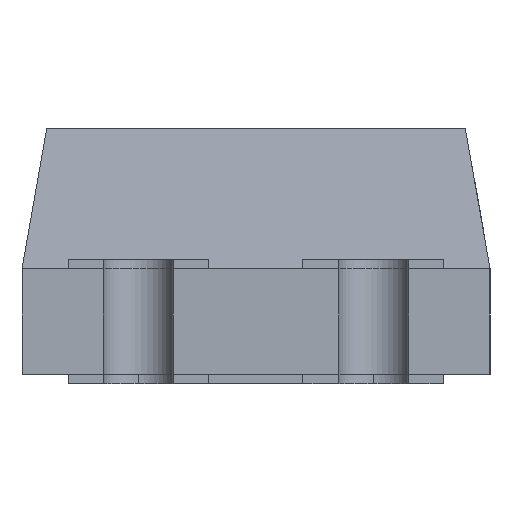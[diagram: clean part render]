
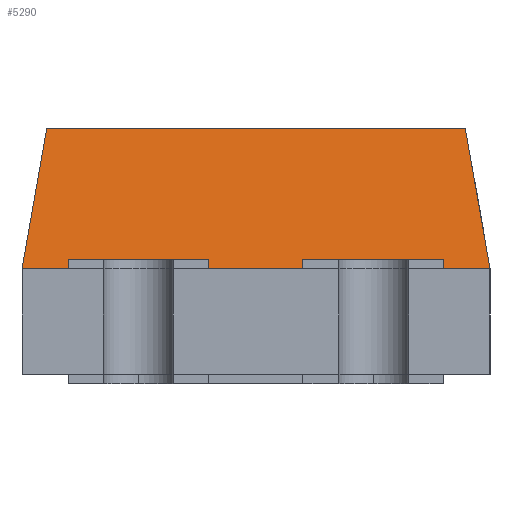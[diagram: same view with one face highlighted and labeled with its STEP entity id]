
A CAD part, left-side view. The second image highlights one B-rep face of the part: STEP entity #5290.
In plain terms, the highlighted planar face has unit normal (-0.985, 0, 0.174).
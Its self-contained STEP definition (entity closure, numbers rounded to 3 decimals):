
#431 = VERTEX_POINT ( 'NONE', #17244 ) ;
#767 = ORIENTED_EDGE ( 'NONE', *, *, #3454, .T. ) ;
#1166 = DIRECTION ( 'NONE',  ( 0.171, -0.171, 0.97 ) ) ;
#1174 = ORIENTED_EDGE ( 'NONE', *, *, #14437, .F. ) ;
#1343 = LINE ( 'NONE', #15901, #5814 ) ;
#2424 = CARTESIAN_POINT ( 'NONE',  ( -1.017, 0., 1.05 ) ) ;
#3090 = VECTOR ( 'NONE', #12581, 1000. ) ;
#3264 = CARTESIAN_POINT ( 'NONE',  ( -1.017, -0.894, 1.05 ) ) ;
#3362 = VERTEX_POINT ( 'NONE', #3264 ) ;
#3454 = EDGE_CURVE ( 'NONE', #16877, #431, #14257, .T. ) ;
#3798 = VERTEX_POINT ( 'NONE', #6675 ) ;
#4650 = LINE ( 'NONE', #14440, #14074 ) ;
#4796 = ORIENTED_EDGE ( 'NONE', *, *, #6903, .F. ) ;
#5290 = ADVANCED_FACE ( 'NONE', ( #11179 ), #10040, .T. ) ;
#5536 = AXIS2_PLACEMENT_3D ( 'NONE', #2424, #6426, #8796 ) ;
#5814 = VECTOR ( 'NONE', #1166, 1000. ) ;
#6426 = DIRECTION ( 'NONE',  ( -0.985, 0., 0.174 ) ) ;
#6675 = CARTESIAN_POINT ( 'NONE',  ( -1.017, 0.894, 1.05 ) ) ;
#6903 = EDGE_CURVE ( 'NONE', #16877, #3798, #1343, .T. ) ;
#7106 = LINE ( 'NONE', #8686, #9504 ) ;
#7598 = DIRECTION ( 'NONE',  ( 0., -1., 0. ) ) ;
#8391 = ORIENTED_EDGE ( 'NONE', *, *, #17385, .F. ) ;
#8686 = CARTESIAN_POINT ( 'NONE',  ( -0.991, -0.868, 1.198 ) ) ;
#8796 = DIRECTION ( 'NONE',  ( 0., 1., 0. ) ) ;
#9504 = VECTOR ( 'NONE', #12438, 1000. ) ;
#10040 = PLANE ( 'NONE',  #5536 ) ;
#11179 = FACE_OUTER_BOUND ( 'NONE', #15991, .T. ) ;
#12438 = DIRECTION ( 'NONE',  ( -0.171, -0.171, -0.97 ) ) ;
#12581 = DIRECTION ( 'NONE',  ( 0., -1., 0. ) ) ;
#13581 = CARTESIAN_POINT ( 'NONE',  ( -1.123, 1., 0.45 ) ) ;
#14074 = VECTOR ( 'NONE', #7598, 1000. ) ;
#14257 = LINE ( 'NONE', #16935, #3090 ) ;
#14437 = EDGE_CURVE ( 'NONE', #3798, #3362, #4650, .T. ) ;
#14440 = CARTESIAN_POINT ( 'NONE',  ( -1.017, -1., 1.05 ) ) ;
#15901 = CARTESIAN_POINT ( 'NONE',  ( -0.987, 0.864, 1.219 ) ) ;
#15991 = EDGE_LOOP ( 'NONE', ( #4796, #767, #8391, #1174 ) ) ;
#16877 = VERTEX_POINT ( 'NONE', #13581 ) ;
#16935 = CARTESIAN_POINT ( 'NONE',  ( -1.123, 1., 0.45 ) ) ;
#17244 = CARTESIAN_POINT ( 'NONE',  ( -1.123, -1., 0.45 ) ) ;
#17385 = EDGE_CURVE ( 'NONE', #3362, #431, #7106, .T. ) ;
